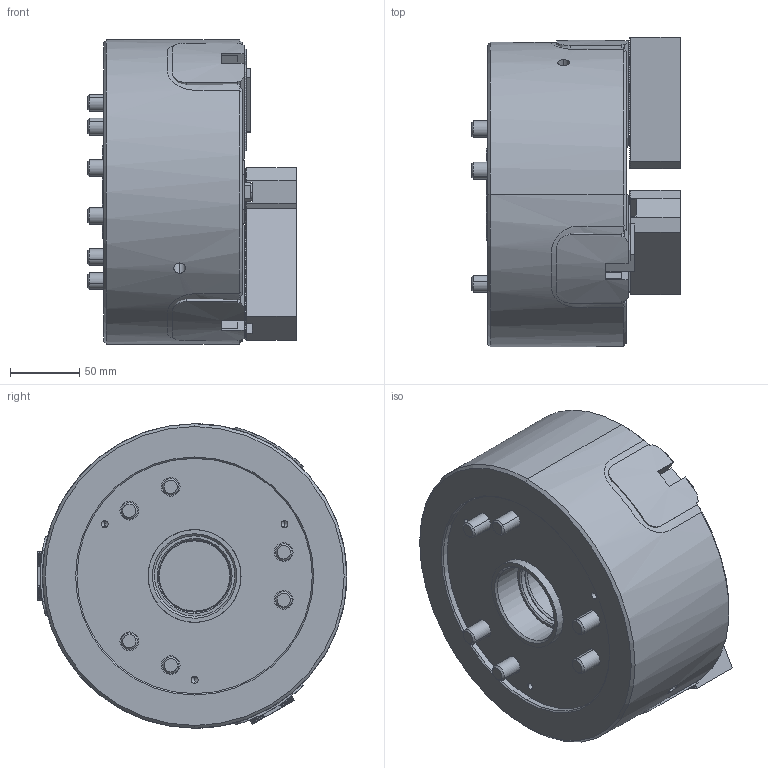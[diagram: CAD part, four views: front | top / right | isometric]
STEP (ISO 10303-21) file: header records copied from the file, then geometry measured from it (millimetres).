
FILE_DESCRIPTION (( 'STEP AP203' ), '1' );
FILE_NAME ('CF-3HS-08.STEP', '2023-10-30T05:06:59', ( '' ), ( '' ), 'SwSTEP 2.0', 'SolidWorks 2020', '' );
FILE_SCHEMA (( 'CONFIG_CONTROL_DESIGN' ));
Length unit declared in the file: millimetre
Products named in the file (13): CF-3H-208-04000(T型塊); CF-3HS-08; SJ-08; 圓頭內六角螺栓_M12x30; CF-3HS-08-01000; 圓頭內六角螺栓_M12x95; CF-3HS-08-02000; CF-3HS-08-08000; CF-3HS-08-03000; CF-3HS-08-07000; 3H-08-08000; CF-3HS-08-05000; 3PS-08-09000
Assembly tree (32 placements, depth 2):
  CF-3HS-08
    CF-3HS-08-01000
    CF-3HS-08-02000
    CF-3HS-08-03000  x3
    CF-3HS-08-07000  x3
    CF-3HS-08-05000
    CF-3H-208-04000(T型塊)  x3
    SJ-08  x2
    圓頭內六角螺栓_M12x30  x4
    圓頭內六角螺栓_M12x95  x6
    CF-3HS-08-08000
    3H-08-08000
    3PS-08-09000  x6
Bounding box: 150.75 x 223.75 x 220 mm (x, y, z)
Volume: 3926807 mm3; surface area: 513938.8 mm2
Topology: 32 solids, 32 shells, 2988 faces, 8442 edges, 5541 vertices
Faces by surface type: plane 2060, cylinder 755, cone 155, torus 18
Entity records: 42479 total; most frequent: CARTESIAN_POINT 8940, ORIENTED_EDGE 7084, DIRECTION 6012, EDGE_CURVE 3542, VECTOR 2718, LINE 2718, VERTEX_POINT 2337, AXIS2_PLACEMENT_3D 1647
